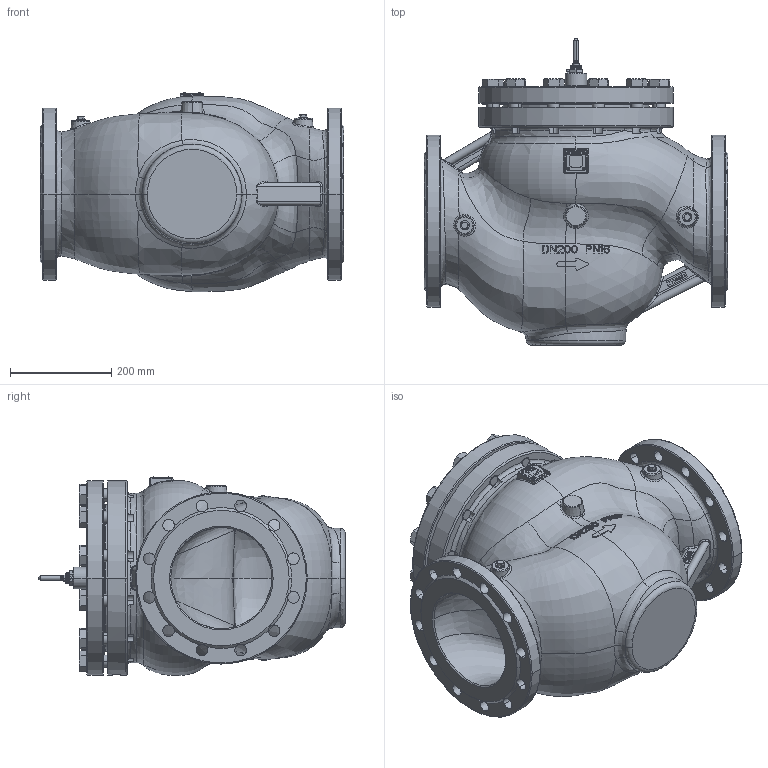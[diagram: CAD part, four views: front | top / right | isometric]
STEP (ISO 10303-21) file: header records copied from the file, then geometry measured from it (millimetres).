
FILE_DESCRIPTION((''),'2;1');
FILE_NAME('065B5505_VFG22_PN16_DN200_ASM','2022-10-28T15:13:25',('U240466'),('Danfoss'),'CREO PARAMETRIC BY PTC INC, 2020342','CREO PARAMETRIC BY PTC INC, 2020342','');
FILE_SCHEMA(('CONFIG_CONTROL_DESIGN'));
Products named in the file (25): 88650050_VALVE_BODY_VFG_DN200_1; O-RING278_77X5_33_1; 88650750_VALVE_COVER_VFG_DN200_; 88652440_CONICAL_INS_DN150_200_; 54590640_1; 5454070_1; 88651440_CON_INS_SUB_DN150-200__ASM; 88652030_GUIDING_BUSH_DN200_1; O-RING209_14X3_53_1; HEX_SCREW_DIN912_M5X16_1; 88651610_Q-RING_HOLDER_DN200_1; 88652230_VFG_STEM_DN200_1; HEX_NUT_DIN934_M20_1; 5184027_1; Q-R183_52X6_99_1; 88652090_ANTIROT_STEM_DN150_250; 54790310_IGLIDUR_BUSH_H370FM_1; 51817290_M5_ZATIC_1; LABEL_PLATE_37X37_1; 5589607_1; 54540510_1; 188610240_1; 88653800_PTFE_DN200_1; 065B5505_VFG22_PN16_DN200_ASM_1_ASM; 065B5505_VFG22_PN16_DN200_ASM
Assembly tree (50 placements, depth 4):
  065B5505_VFG22_PN16_DN200_ASM
    065B5505_VFG22_PN16_DN200_ASM_1_ASM
      88650050_VALVE_BODY_VFG_DN200_1
      O-RING278_77X5_33_1
      88650750_VALVE_COVER_VFG_DN200_
      88651440_CON_INS_SUB_DN150-200__ASM
        88652440_CONICAL_INS_DN150_200_
        54590640_1  x3
        5454070_1  x2
      88652030_GUIDING_BUSH_DN200_1
      O-RING209_14X3_53_1
      HEX_SCREW_DIN912_M5X16_1  x8
      88651610_Q-RING_HOLDER_DN200_1
      88652230_VFG_STEM_DN200_1
      HEX_NUT_DIN934_M20_1
      5184027_1  x12
      Q-R183_52X6_99_1
      88652090_ANTIROT_STEM_DN150_250
      54790310_IGLIDUR_BUSH_H370FM_1
      51817290_M5_ZATIC_1
      LABEL_PLATE_37X37_1
      5589607_1  x4
      54540510_1  x2
      188610240_1  x2
      88653800_PTFE_DN200_1
Bounding box: 600 x 606 x 393.95 mm (x, y, z)
Volume: 27487995 mm3; surface area: 2595378 mm2
Topology: 48 solids, 48 shells, 3092 faces, 8241 edges, 5324 vertices
Faces by surface type: plane 1731, cylinder 496, cone 344, bspline 251, torus 215, extrusion 45, sphere 8, revolution 2
Entity records: 119285 total; most frequent: CARTESIAN_POINT 55507, ORIENTED_EDGE 14246, DIRECTION 11653, EDGE_CURVE 7123, VERTEX_POINT 4676, AXIS2_PLACEMENT_3D 3958, VECTOR 3735, LINE 3690
